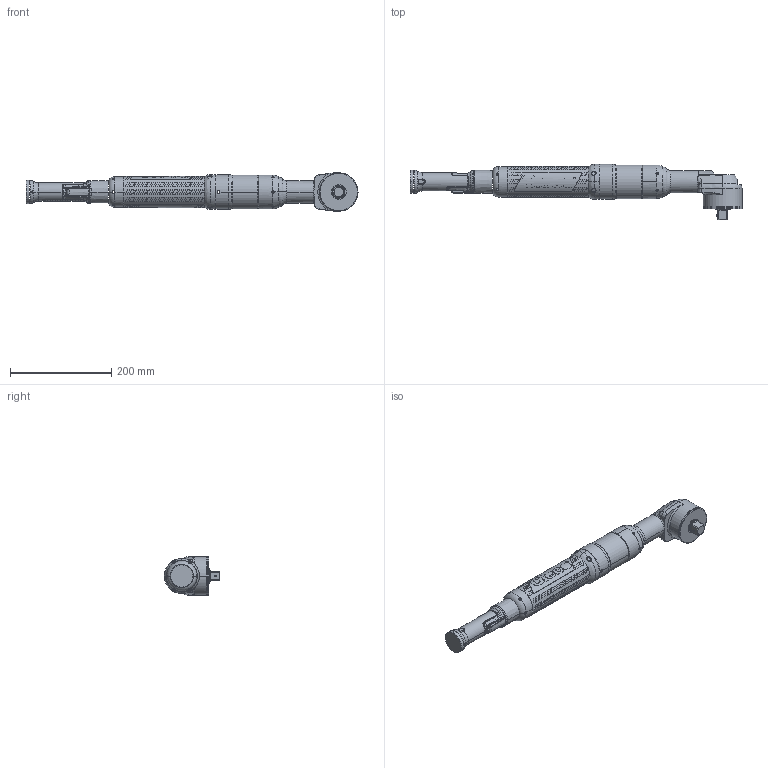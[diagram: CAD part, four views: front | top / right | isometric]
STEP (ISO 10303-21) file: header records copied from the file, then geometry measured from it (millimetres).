
FILE_DESCRIPTION((''),'2;1');
FILE_NAME('70EAN350PA6_SW0001','2018-11-27T',('A1X81'),(''),'CREO PARAMETRIC BY PTC INC, 2016050','CREO PARAMETRIC BY PTC INC, 2016050','');
FILE_SCHEMA(('CONFIG_CONTROL_DESIGN'));
Products named in the file (1): 70EAN350PA6_SW0001
Bounding box: 655.14 x 109.24 x 76 mm (x, y, z)
Surface area: 155715.1 mm2 (no closed solid volume)
Topology: 0 solids, 368 shells, 1205 faces, 5396 edges, 4432 vertices
Faces by surface type: bspline 419, cylinder 369, plane 196, torus 99, extrusion 71, cone 51
Entity records: 80609 total; most frequent: CARTESIAN_POINT 45133, ORIENTED_EDGE 6696, DIRECTION 5430, EDGE_CURVE 5392, VERTEX_POINT 4432, B_SPLINE_CURVE_WITH_KNOTS 2778, AXIS2_PLACEMENT_3D 1959, VECTOR 1512
